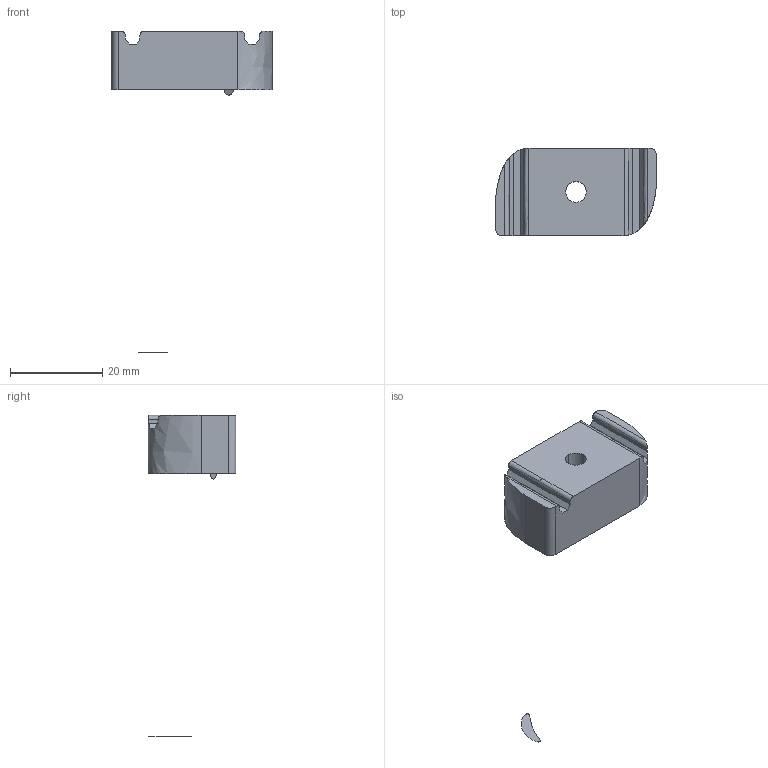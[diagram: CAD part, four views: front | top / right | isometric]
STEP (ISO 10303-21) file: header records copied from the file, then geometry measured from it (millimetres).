
FILE_DESCRIPTION(('TurboCAD Mac Pro'),'Build 980');
FILE_NAME('P5506-0832.stp',' ',(''),(''),'ACIS Interop','IMSI','TurboCAD Mac Pro BY IMSI, INCORPORATED');
FILE_SCHEMA(('automotive_design'));
Length unit declared in the file: inch
Products named in the file (1): 1
Bounding box: 34.92 x 19.12 x 69.85 mm (x, y, z)
Surface area: 2771.7 mm2 (no closed solid volume)
Topology: 0 solids, 2 shells, 32 faces, 91 edges, 62 vertices
Faces by surface type: plane 20, bspline 12
Entity records: 3768 total; most frequent: CARTESIAN_POINT 2729, ORIENTED_EDGE 186, DIRECTION 93, EDGE_CURVE 93, VERTEX_POINT 62, LINE 47, VECTOR 47, B_SPLINE_CURVE_WITH_KNOTS 44
